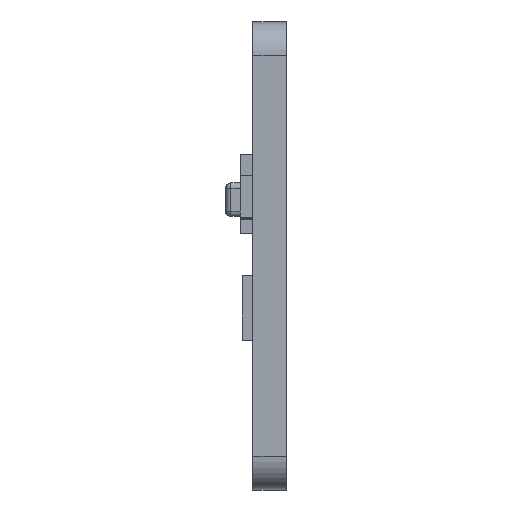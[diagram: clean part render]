
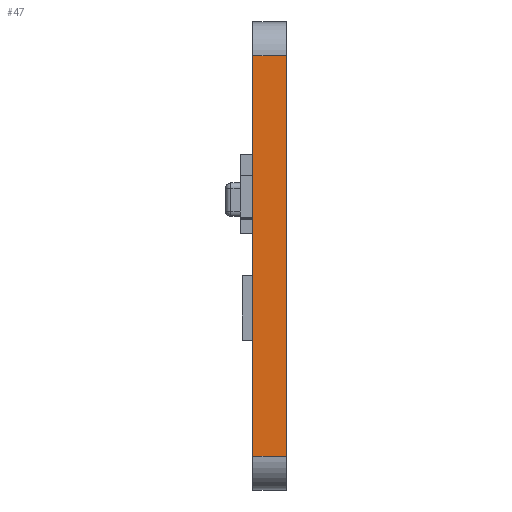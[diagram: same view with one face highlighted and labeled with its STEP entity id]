
A CAD part, left-side view. The second image highlights one B-rep face of the part: STEP entity #47.
In plain terms, the highlighted planar face has unit normal (-1, 0, 0).
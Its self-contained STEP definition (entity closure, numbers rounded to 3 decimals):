
#17 = EDGE_CURVE ( 'NONE', #2089, #1719, #157, .T. ) ;
#47 = ADVANCED_FACE ( 'NONE', ( #1163 ), #611, .F. ) ;
#57 = EDGE_CURVE ( 'NONE', #1422, #67, #2014, .T. ) ;
#67 = VERTEX_POINT ( 'NONE', #1411 ) ;
#84 = LINE ( 'NONE', #1793, #2535 ) ;
#157 = LINE ( 'NONE', #426, #2515 ) ;
#338 = CARTESIAN_POINT ( 'NONE',  ( -12.8, 0., -9.575 ) ) ;
#341 = DIRECTION ( 'NONE',  ( 0., -1., 0. ) ) ;
#398 = CARTESIAN_POINT ( 'NONE',  ( -12.8, 1.6, 9.575 ) ) ;
#426 = CARTESIAN_POINT ( 'NONE',  ( -12.8, 0., 9.575 ) ) ;
#546 = CARTESIAN_POINT ( 'NONE',  ( -12.8, 1.6, -9.575 ) ) ;
#611 = PLANE ( 'NONE',  #1207 ) ;
#622 = ORIENTED_EDGE ( 'NONE', *, *, #57, .F. ) ;
#731 = VECTOR ( 'NONE', #2394, 1000. ) ;
#803 = CARTESIAN_POINT ( 'NONE',  ( -12.8, 1.6, 9.575 ) ) ;
#853 = ORIENTED_EDGE ( 'NONE', *, *, #1521, .T. ) ;
#1022 = DIRECTION ( 'NONE',  ( 0., -1., 0. ) ) ;
#1163 = FACE_OUTER_BOUND ( 'NONE', #1300, .T. ) ;
#1207 = AXIS2_PLACEMENT_3D ( 'NONE', #803, #1399, #1806 ) ;
#1228 = VECTOR ( 'NONE', #341, 1000. ) ;
#1300 = EDGE_LOOP ( 'NONE', ( #1323, #1658, #622, #853 ) ) ;
#1323 = ORIENTED_EDGE ( 'NONE', *, *, #17, .T. ) ;
#1399 = DIRECTION ( 'NONE',  ( 1., 0., 0. ) ) ;
#1411 = CARTESIAN_POINT ( 'NONE',  ( -12.8, 1.6, 9.575 ) ) ;
#1422 = VERTEX_POINT ( 'NONE', #2539 ) ;
#1521 = EDGE_CURVE ( 'NONE', #1422, #2089, #1992, .T. ) ;
#1611 = DIRECTION ( 'NONE',  ( 0., 0., 1. ) ) ;
#1658 = ORIENTED_EDGE ( 'NONE', *, *, #1854, .F. ) ;
#1719 = VERTEX_POINT ( 'NONE', #1782 ) ;
#1782 = CARTESIAN_POINT ( 'NONE',  ( -12.8, 0., 9.575 ) ) ;
#1793 = CARTESIAN_POINT ( 'NONE',  ( -12.8, 1.6, 9.575 ) ) ;
#1806 = DIRECTION ( 'NONE',  ( 0., 0., -1. ) ) ;
#1854 = EDGE_CURVE ( 'NONE', #67, #1719, #84, .T. ) ;
#1992 = LINE ( 'NONE', #546, #1228 ) ;
#2014 = LINE ( 'NONE', #398, #731 ) ;
#2089 = VERTEX_POINT ( 'NONE', #338 ) ;
#2394 = DIRECTION ( 'NONE',  ( 0., 0., 1. ) ) ;
#2515 = VECTOR ( 'NONE', #1611, 1000. ) ;
#2535 = VECTOR ( 'NONE', #1022, 1000. ) ;
#2539 = CARTESIAN_POINT ( 'NONE',  ( -12.8, 1.6, -9.575 ) ) ;
